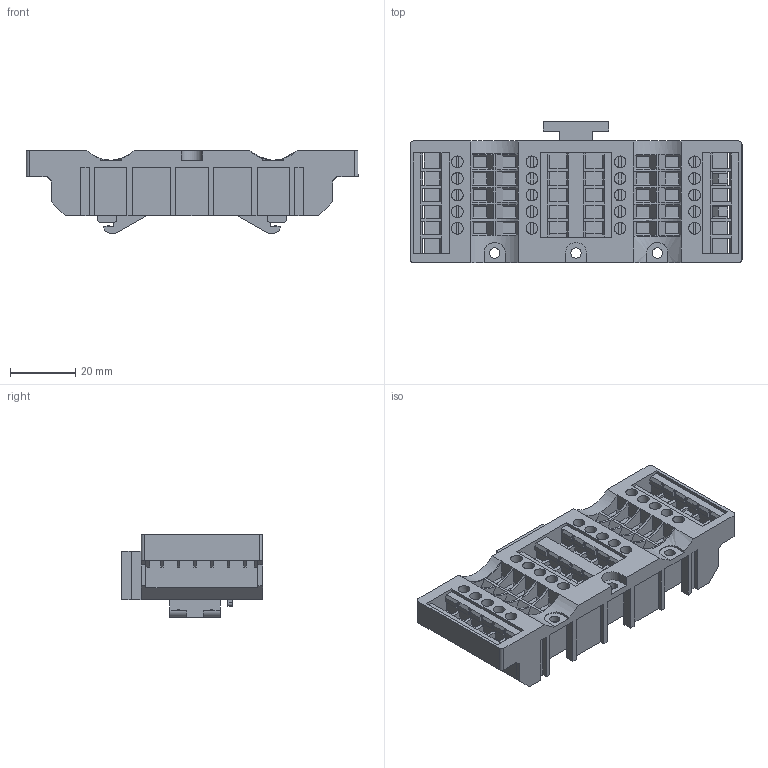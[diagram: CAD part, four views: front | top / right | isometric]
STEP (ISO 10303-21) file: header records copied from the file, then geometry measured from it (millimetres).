
FILE_DESCRIPTION(/* description */ (''),/* implementation_level */ '2;1');
FILE_NAME(/* name */ '100803274ugm000_a.stp',/* time_stamp */ '2018-10-29T17:06:01+01:00',/* author */ (''),/* organization */ (''),/* preprocessor_version */ 'ST-DEVELOPER v16.7',/* originating_system */ 'SIEMENS PLM Software NX 12.0',/* authorisation */ '');
FILE_SCHEMA (('AUTOMOTIVE_DESIGN { 1 0 10303 214 3 1 1 1 }'));
Length unit declared in the file: millimetre
Products named in the file (1): 100803274ugm000_a
Bounding box: 101.6 x 43.2 x 25.3 mm (x, y, z)
Volume: 53999.7 mm3; surface area: 21612 mm2
Topology: 1 solids, 3 shells, 957 faces, 3022 edges, 2404 vertices
Faces by surface type: plane 869, cone 44, cylinder 42, bspline 2
Full cylindrical faces by diameter (mm): 3.2 x3, 3.6 x20
Entity records: 34479 total; most frequent: CARTESIAN_POINT 6868, ORIENTED_EDGE 5350, DIRECTION 4816, EDGE_CURVE 2675, LINE 2400, VECTOR 2400, VERTEX_POINT 1783, AXIS2_PLACEMENT_3D 1208
